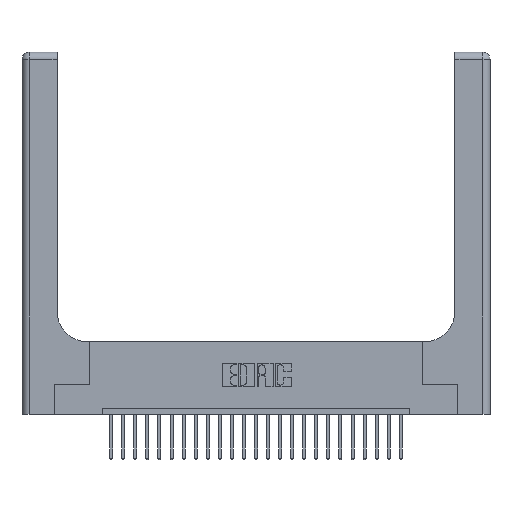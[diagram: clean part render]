
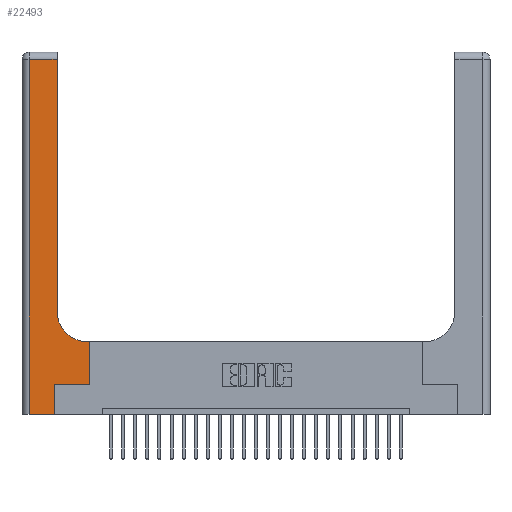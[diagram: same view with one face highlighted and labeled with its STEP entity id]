
A CAD part, top view. The second image highlights one B-rep face of the part: STEP entity #22493.
In plain terms, the highlighted planar face has unit normal (0, 0, 1).
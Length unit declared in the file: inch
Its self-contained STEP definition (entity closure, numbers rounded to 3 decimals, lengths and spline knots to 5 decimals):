
#155 = VECTOR ( 'NONE', #11866, 39.37008 ) ;
#260 = EDGE_CURVE ( 'NONE', #1334, #17479, #18895, .T. ) ;
#386 = VERTEX_POINT ( 'NONE', #11710 ) ;
#1079 = EDGE_CURVE ( 'NONE', #386, #5999, #1703, .T. ) ;
#1334 = VERTEX_POINT ( 'NONE', #5110 ) ;
#1488 = ORIENTED_EDGE ( 'NONE', *, *, #16806, .T. ) ;
#1703 = CIRCLE ( 'NONE', #17982, 0.25 ) ;
#2028 = VECTOR ( 'NONE', #20764, 39.37008 ) ;
#2082 = CARTESIAN_POINT ( 'NONE',  ( 0.269, 0., 0.37 ) ) ;
#2233 = CARTESIAN_POINT ( 'NONE',  ( 0., 0., 0.37 ) ) ;
#2260 = CARTESIAN_POINT ( 'NONE',  ( 0.269, 0.25, 0.37 ) ) ;
#3163 = EDGE_CURVE ( 'NONE', #13864, #15712, #7645, .T. ) ;
#3241 = CARTESIAN_POINT ( 'NONE',  ( 0.2915, 3., 0.37 ) ) ;
#3502 = DIRECTION ( 'NONE',  ( 1., 0., 0. ) ) ;
#3566 = LINE ( 'NONE', #18427, #2028 ) ;
#4252 = CARTESIAN_POINT ( 'NONE',  ( 0.5585, 0.25, 0.37 ) ) ;
#4294 = DIRECTION ( 'NONE',  ( 1., 0., 0. ) ) ;
#5110 = CARTESIAN_POINT ( 'NONE',  ( 0.06, 2.94, 0.37 ) ) ;
#5417 = VECTOR ( 'NONE', #14966, 39.37008 ) ;
#5473 = VECTOR ( 'NONE', #4294, 39.37008 ) ;
#5999 = VERTEX_POINT ( 'NONE', #8229 ) ;
#6498 = CARTESIAN_POINT ( 'NONE',  ( 0.2915, 2.94, 0.37 ) ) ;
#7318 = ORIENTED_EDGE ( 'NONE', *, *, #21833, .T. ) ;
#7645 = LINE ( 'NONE', #22476, #8947 ) ;
#7665 = ORIENTED_EDGE ( 'NONE', *, *, #260, .T. ) ;
#8188 = DIRECTION ( 'NONE',  ( 0., 0., -1. ) ) ;
#8229 = CARTESIAN_POINT ( 'NONE',  ( 0.2915, 0.85, 0.37 ) ) ;
#8470 = ORIENTED_EDGE ( 'NONE', *, *, #1079, .T. ) ;
#8947 = VECTOR ( 'NONE', #16554, 39.37008 ) ;
#9199 = DIRECTION ( 'NONE',  ( 0., 1., 0. ) ) ;
#9711 = CARTESIAN_POINT ( 'NONE',  ( 0.5415, 0.85, 0.37 ) ) ;
#10420 = CARTESIAN_POINT ( 'NONE',  ( 0., 3., 0.37 ) ) ;
#10695 = LINE ( 'NONE', #2233, #14523 ) ;
#10929 = EDGE_CURVE ( 'NONE', #23066, #23522, #24012, .T. ) ;
#11215 = CARTESIAN_POINT ( 'NONE',  ( 0.06, 0., 0.37 ) ) ;
#11270 = ORIENTED_EDGE ( 'NONE', *, *, #3163, .T. ) ;
#11390 = VERTEX_POINT ( 'NONE', #6498 ) ;
#11710 = CARTESIAN_POINT ( 'NONE',  ( 0.5415, 0.6, 0.37 ) ) ;
#11866 = DIRECTION ( 'NONE',  ( 0., -1., 0. ) ) ;
#12257 = AXIS2_PLACEMENT_3D ( 'NONE', #10420, #8188, #14045 ) ;
#13062 = EDGE_CURVE ( 'NONE', #23522, #386, #3566, .T. ) ;
#13864 = VERTEX_POINT ( 'NONE', #2082 ) ;
#14045 = DIRECTION ( 'NONE',  ( -1., 0., 0. ) ) ;
#14303 = DIRECTION ( 'NONE',  ( 1., 0., 0. ) ) ;
#14502 = VECTOR ( 'NONE', #9199, 39.37008 ) ;
#14523 = VECTOR ( 'NONE', #14303, 39.37008 ) ;
#14697 = LINE ( 'NONE', #2260, #5473 ) ;
#14735 = EDGE_CURVE ( 'NONE', #11390, #1334, #20368, .T. ) ;
#14966 = DIRECTION ( 'NONE',  ( -1., 0., 0. ) ) ;
#15712 = VERTEX_POINT ( 'NONE', #20687 ) ;
#16554 = DIRECTION ( 'NONE',  ( 0., 1., 0. ) ) ;
#16806 = EDGE_CURVE ( 'NONE', #17479, #13864, #10695, .T. ) ;
#16990 = CARTESIAN_POINT ( 'NONE',  ( 0., 2.94, 0.37 ) ) ;
#17077 = DIRECTION ( 'NONE',  ( 0., 1., 0. ) ) ;
#17413 = EDGE_CURVE ( 'NONE', #15712, #23066, #14697, .T. ) ;
#17479 = VERTEX_POINT ( 'NONE', #11215 ) ;
#17534 = DIRECTION ( 'NONE',  ( 0., 0., -1. ) ) ;
#17982 = AXIS2_PLACEMENT_3D ( 'NONE', #9711, #17534, #3502 ) ;
#18307 = PLANE ( 'NONE',  #12257 ) ;
#18427 = CARTESIAN_POINT ( 'NONE',  ( 0.2915, 0.6, 0.37 ) ) ;
#18895 = LINE ( 'NONE', #22122, #155 ) ;
#19217 = ORIENTED_EDGE ( 'NONE', *, *, #10929, .T. ) ;
#19846 = ORIENTED_EDGE ( 'NONE', *, *, #14735, .T. ) ;
#20212 = LINE ( 'NONE', #3241, #26241 ) ;
#20306 = CARTESIAN_POINT ( 'NONE',  ( 0.5585, 0.6, 0.37 ) ) ;
#20368 = LINE ( 'NONE', #16990, #5417 ) ;
#20687 = CARTESIAN_POINT ( 'NONE',  ( 0.269, 0.25, 0.37 ) ) ;
#20764 = DIRECTION ( 'NONE',  ( -1., 0., 0. ) ) ;
#21389 = CARTESIAN_POINT ( 'NONE',  ( 0.5585, 0.25, 0.37 ) ) ;
#21833 = EDGE_CURVE ( 'NONE', #5999, #11390, #20212, .T. ) ;
#22122 = CARTESIAN_POINT ( 'NONE',  ( 0.06, 3., 0.37 ) ) ;
#22476 = CARTESIAN_POINT ( 'NONE',  ( 0.269, 0., 0.37 ) ) ;
#22493 = ADVANCED_FACE ( 'NONE', ( #23088 ), #18307, .F. ) ;
#23009 = EDGE_LOOP ( 'NONE', ( #7318, #19846, #7665, #1488, #11270, #24135, #19217, #23704, #8470 ) ) ;
#23066 = VERTEX_POINT ( 'NONE', #4252 ) ;
#23088 = FACE_OUTER_BOUND ( 'NONE', #23009, .T. ) ;
#23522 = VERTEX_POINT ( 'NONE', #20306 ) ;
#23704 = ORIENTED_EDGE ( 'NONE', *, *, #13062, .T. ) ;
#24012 = LINE ( 'NONE', #21389, #14502 ) ;
#24135 = ORIENTED_EDGE ( 'NONE', *, *, #17413, .T. ) ;
#26241 = VECTOR ( 'NONE', #17077, 39.37008 ) ;
